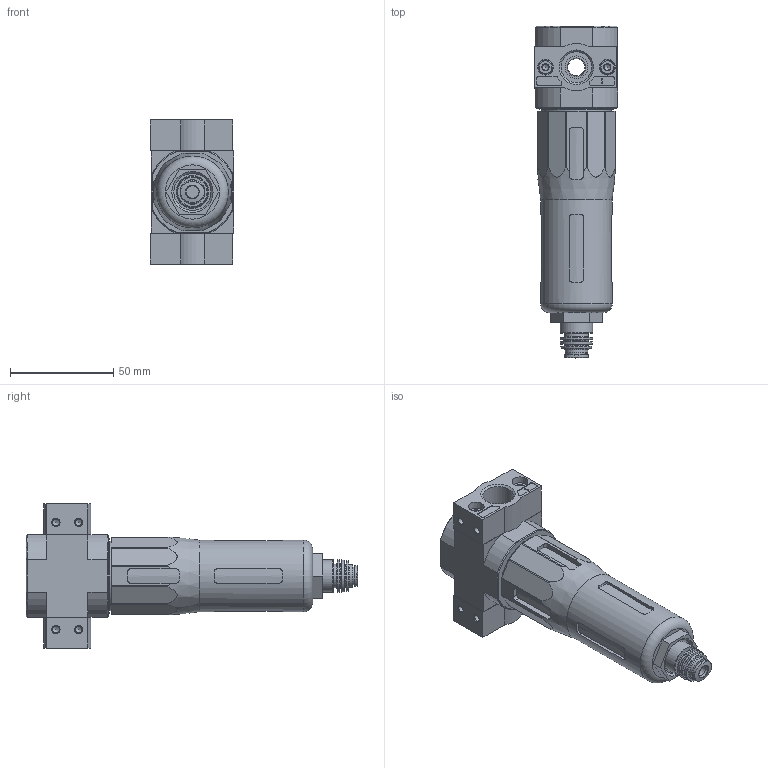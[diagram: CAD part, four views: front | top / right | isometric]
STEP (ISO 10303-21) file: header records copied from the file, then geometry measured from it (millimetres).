
FILE_DESCRIPTION(/* description */ ('STEP AP214'),/* implementation_level */ '2;1');
FILE_NAME(/* name */ '162652_LFMA-3_8-D-MINI-A',/* time_stamp */ '2024-09-03T15:15:52+02:00',/* author */ ('License CC BY-ND 4.0'),/* organization */ ('CADENAS'),/* preprocessor_version */ 'ST-DEVELOPER v19.3',/* originating_system */ 'PARTsolutions',/* authorisation */ ' ');
FILE_SCHEMA (('AUTOMOTIVE_DESIGN {1 0 10303 214 3 1 1}'));
Length unit declared in the file: millimetre
Products named in the file (7): 162652 LFMA-3/8-D-MINI-A; 126038 LFMA-D-MINI-A; 380295 PBL-3/8-D-MINI-R---(0) p1; DIN-912 - M4x16(F); 359787 LF-D-MINI; 380293 PBL-3/8-D-MINI-L---(1) p1; 526489 MS4-LFR-V
Assembly tree (10 placements, depth 2):
  162652 LFMA-3/8-D-MINI-A
    126038 LFMA-D-MINI-A
    380295 PBL-3/8-D-MINI-R---(0) p1
    DIN-912 - M4x16(F)  x4
    359787 LF-D-MINI  x2
    380293 PBL-3/8-D-MINI-L---(1) p1
    526489 MS4-LFR-V
Bounding box: 40.4 x 161.02 x 70 mm (x, y, z)
Volume: 175872.1 mm3; surface area: 39447 mm2
Topology: 10 solids, 10 shells, 473 faces, 1079 edges, 669 vertices
Faces by surface type: plane 220, cylinder 131, cone 101, torus 21
Full cylindrical faces by diameter (mm): 3.242 x8, 4 x4, 5.2 x4, 6 x1, 6.3 x4, 6.5 x2, 7 x4, 11 x3, 11.4 x2, 11.6 x1, 11.8 x1, 12.2 x2, 14.95 x2, 15.7 x1, 15.8 x1, 15.9 x1, 18 x1, 34.7 x1, 36 x1, 37 x1
Entity records: 12166 total; most frequent: CARTESIAN_POINT 2242, DIRECTION 1714, ORIENTED_EDGE 1570, EDGE_CURVE 785, AXIS2_PLACEMENT_3D 674, VERTEX_POINT 562, FACE_BOUND 527, EDGE_LOOP 520
